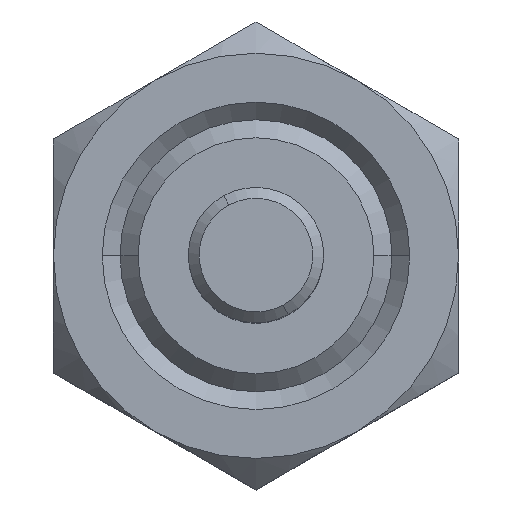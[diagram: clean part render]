
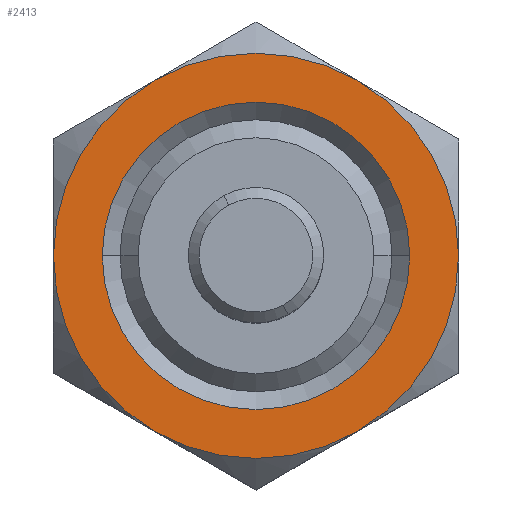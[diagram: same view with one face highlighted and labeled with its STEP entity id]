
A CAD part, top view. The second image highlights one B-rep face of the part: STEP entity #2413.
In plain terms, the highlighted planar face has unit normal (0, 0, 1).
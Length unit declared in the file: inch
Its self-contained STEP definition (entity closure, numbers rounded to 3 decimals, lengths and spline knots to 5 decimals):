
#10 = DIRECTION ( 'NONE',  ( -1., 0., 0. ) ) ;
#41 = CARTESIAN_POINT ( 'NONE',  ( 0.28, 0., 0.11 ) ) ;
#54 = CIRCLE ( 'NONE', #1065, 0.28 ) ;
#57 = DIRECTION ( 'NONE',  ( -1., 0., 0. ) ) ;
#78 = CIRCLE ( 'NONE', #1570, 0.28 ) ;
#81 = FACE_BOUND ( 'NONE', #1887, .T. ) ;
#120 = DIRECTION ( 'NONE',  ( -1., 0., 0. ) ) ;
#149 = EDGE_CURVE ( 'NONE', #1973, #2456, #1216, .T. ) ;
#208 = ORIENTED_EDGE ( 'NONE', *, *, #1726, .F. ) ;
#250 = CARTESIAN_POINT ( 'NONE',  ( 0., 0., 0.11 ) ) ;
#313 = DIRECTION ( 'NONE',  ( 0., 0., -1. ) ) ;
#332 = VERTEX_POINT ( 'NONE', #578 ) ;
#348 = CIRCLE ( 'NONE', #461, 0.2125 ) ;
#349 = EDGE_CURVE ( 'NONE', #1437, #2470, #1371, .T. ) ;
#398 = EDGE_LOOP ( 'NONE', ( #2110, #208, #938, #1203, #1537, #859 ) ) ;
#431 = CARTESIAN_POINT ( 'NONE',  ( 0.2125, 0., 0.11 ) ) ;
#453 = DIRECTION ( 'NONE',  ( -1., 0., 0. ) ) ;
#461 = AXIS2_PLACEMENT_3D ( 'NONE', #2482, #1313, #120 ) ;
#474 = CIRCLE ( 'NONE', #811, 0.28 ) ;
#540 = CIRCLE ( 'NONE', #1674, 0.28 ) ;
#578 = CARTESIAN_POINT ( 'NONE',  ( 0.14, 0.24249, 0.11 ) ) ;
#609 = AXIS2_PLACEMENT_3D ( 'NONE', #1498, #313, #1700 ) ;
#690 = FACE_OUTER_BOUND ( 'NONE', #398, .T. ) ;
#736 = EDGE_CURVE ( 'NONE', #1664, #332, #1214, .T. ) ;
#790 = CARTESIAN_POINT ( 'NONE',  ( 0., 0., 0.11 ) ) ;
#796 = EDGE_CURVE ( 'NONE', #2530, #1437, #78, .T. ) ;
#811 = AXIS2_PLACEMENT_3D ( 'NONE', #250, #1634, #453 ) ;
#859 = ORIENTED_EDGE ( 'NONE', *, *, #736, .F. ) ;
#938 = ORIENTED_EDGE ( 'NONE', *, *, #349, .F. ) ;
#952 = EDGE_CURVE ( 'NONE', #2456, #1973, #348, .T. ) ;
#986 = DIRECTION ( 'NONE',  ( -1., 0., 0. ) ) ;
#1017 = DIRECTION ( 'NONE',  ( 0., 0., -1. ) ) ;
#1065 = AXIS2_PLACEMENT_3D ( 'NONE', #2425, #1256, #57 ) ;
#1128 = CARTESIAN_POINT ( 'NONE',  ( 0., 0., 0.11 ) ) ;
#1203 = ORIENTED_EDGE ( 'NONE', *, *, #796, .F. ) ;
#1213 = DIRECTION ( 'NONE',  ( 0., 0., -1. ) ) ;
#1214 = CIRCLE ( 'NONE', #1440, 0.28 ) ;
#1216 = CIRCLE ( 'NONE', #609, 0.2125 ) ;
#1229 = CARTESIAN_POINT ( 'NONE',  ( -0.14, -0.24249, 0.11 ) ) ;
#1256 = DIRECTION ( 'NONE',  ( 0., 0., -1. ) ) ;
#1264 = DIRECTION ( 'NONE',  ( -1., 0., 0. ) ) ;
#1301 = CARTESIAN_POINT ( 'NONE',  ( -0.2125, 0., 0.11 ) ) ;
#1313 = DIRECTION ( 'NONE',  ( 0., 0., -1. ) ) ;
#1331 = DIRECTION ( 'NONE',  ( 1., 0., 0. ) ) ;
#1361 = AXIS2_PLACEMENT_3D ( 'NONE', #2383, #1213, #10 ) ;
#1371 = CIRCLE ( 'NONE', #2446, 0.28 ) ;
#1431 = ORIENTED_EDGE ( 'NONE', *, *, #149, .T. ) ;
#1437 = VERTEX_POINT ( 'NONE', #1894 ) ;
#1440 = AXIS2_PLACEMENT_3D ( 'NONE', #2178, #1017, #2386 ) ;
#1463 = VERTEX_POINT ( 'NONE', #2136 ) ;
#1498 = CARTESIAN_POINT ( 'NONE',  ( 0., 0., 0.11 ) ) ;
#1537 = ORIENTED_EDGE ( 'NONE', *, *, #2216, .T. ) ;
#1570 = AXIS2_PLACEMENT_3D ( 'NONE', #1996, #2433, #1264 ) ;
#1634 = DIRECTION ( 'NONE',  ( 0., 0., -1. ) ) ;
#1661 = EDGE_CURVE ( 'NONE', #1463, #1664, #474, .T. ) ;
#1664 = VERTEX_POINT ( 'NONE', #1825 ) ;
#1674 = AXIS2_PLACEMENT_3D ( 'NONE', #1128, #2499, #1331 ) ;
#1700 = DIRECTION ( 'NONE',  ( -1., 0., 0. ) ) ;
#1726 = EDGE_CURVE ( 'NONE', #2470, #1463, #54, .T. ) ;
#1761 = ORIENTED_EDGE ( 'NONE', *, *, #952, .T. ) ;
#1825 = CARTESIAN_POINT ( 'NONE',  ( -0.14, 0.24249, 0.11 ) ) ;
#1887 = EDGE_LOOP ( 'NONE', ( #1761, #1431 ) ) ;
#1894 = CARTESIAN_POINT ( 'NONE',  ( 0.14, -0.24249, 0.11 ) ) ;
#1973 = VERTEX_POINT ( 'NONE', #1301 ) ;
#1988 = PLANE ( 'NONE',  #1361 ) ;
#1996 = CARTESIAN_POINT ( 'NONE',  ( 0., 0., 0.11 ) ) ;
#2110 = ORIENTED_EDGE ( 'NONE', *, *, #1661, .F. ) ;
#2136 = CARTESIAN_POINT ( 'NONE',  ( -0.28, 0., 0.11 ) ) ;
#2152 = DIRECTION ( 'NONE',  ( 0., 0., -1. ) ) ;
#2178 = CARTESIAN_POINT ( 'NONE',  ( 0., 0., 0.11 ) ) ;
#2216 = EDGE_CURVE ( 'NONE', #2530, #332, #540, .T. ) ;
#2383 = CARTESIAN_POINT ( 'NONE',  ( 0., 0.32332, 0.11 ) ) ;
#2386 = DIRECTION ( 'NONE',  ( -1., 0., 0. ) ) ;
#2413 = ADVANCED_FACE ( 'NONE', ( #81, #690 ), #1988, .F. ) ;
#2425 = CARTESIAN_POINT ( 'NONE',  ( 0., 0., 0.11 ) ) ;
#2433 = DIRECTION ( 'NONE',  ( 0., 0., -1. ) ) ;
#2446 = AXIS2_PLACEMENT_3D ( 'NONE', #790, #2152, #986 ) ;
#2456 = VERTEX_POINT ( 'NONE', #431 ) ;
#2470 = VERTEX_POINT ( 'NONE', #1229 ) ;
#2482 = CARTESIAN_POINT ( 'NONE',  ( 0., 0., 0.11 ) ) ;
#2499 = DIRECTION ( 'NONE',  ( 0., 0., 1. ) ) ;
#2530 = VERTEX_POINT ( 'NONE', #41 ) ;
